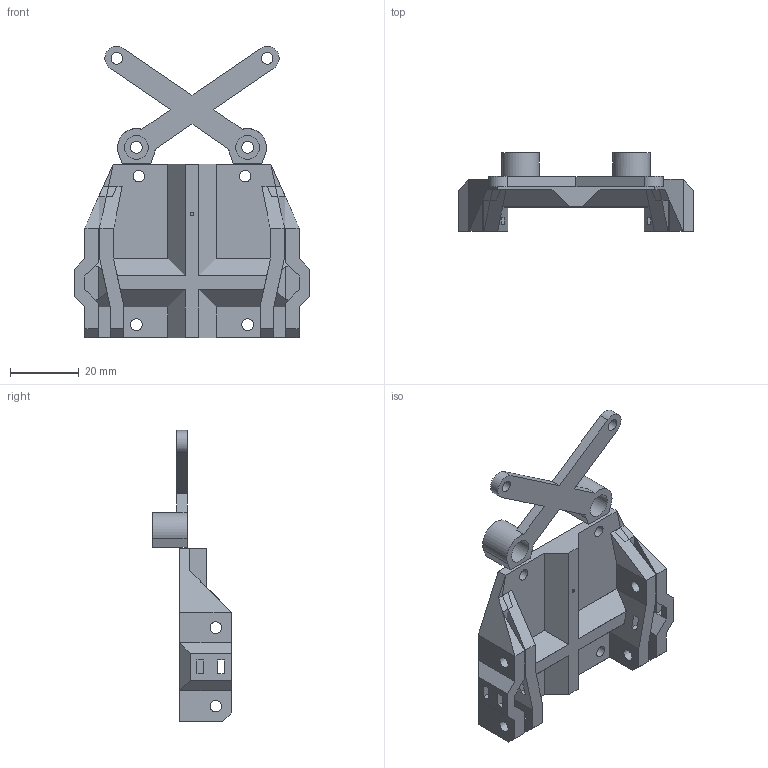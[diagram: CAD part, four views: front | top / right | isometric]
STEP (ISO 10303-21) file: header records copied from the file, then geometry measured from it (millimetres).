
FILE_DESCRIPTION(/* description */ (''),/* implementation_level */ '2;1');
FILE_NAME(/* name */ 'XOL carriage v4.step',/* time_stamp */ '2025-05-03T23:19:57+02:00',/* author */ (''),/* organization */ (''),/* preprocessor_version */ 'ST-DEVELOPER v20.1',/* originating_system */ 'Autodesk Translation Framework v14.4.0.0',/* authorisation */ '');
FILE_SCHEMA (('AUTOMOTIVE_DESIGN { 1 0 10303 214 3 1 1 }'));
Length unit declared in the file: millimetre
Products named in the file (3): Xol Toolhead Assembly Guide; Pellet printhead V2 (GB parts); Pellet printhead V2 (GB parts) pellet hose right
Assembly tree (2 placements, depth 2):
  Xol Toolhead Assembly Guide
    Pellet printhead V2 (GB parts)
    Pellet printhead V2 (GB parts) pellet hose right
Bounding box: 68.47 x 22.9 x 84.88 mm (x, y, z)
Volume: 34255.2 mm3; surface area: 20753.2 mm2
Topology: 3 solids, 3 shells, 182 faces, 504 edges, 330 vertices
Faces by surface type: plane 154, cylinder 28
Full cylindrical faces by diameter (mm): 1 x2, 3.4 x20, 7 x2
Entity records: 5921 total; most frequent: CARTESIAN_POINT 1021, ORIENTED_EDGE 1008, DIRECTION 938, EDGE_CURVE 504, LINE 444, VECTOR 444, VERTEX_POINT 330, AXIS2_PLACEMENT_3D 247
